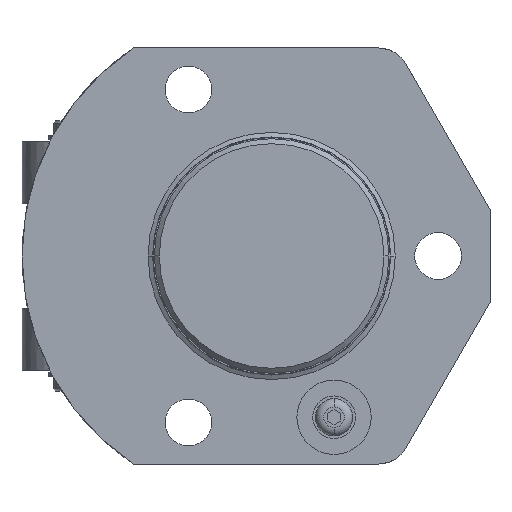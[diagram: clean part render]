
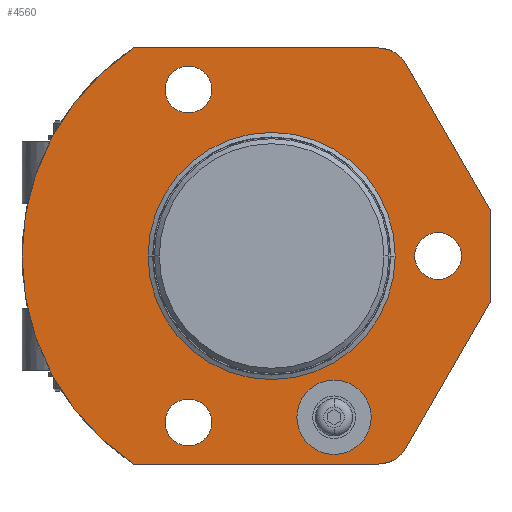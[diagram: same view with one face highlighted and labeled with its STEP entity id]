
A CAD part, front view. The second image highlights one B-rep face of the part: STEP entity #4560.
In plain terms, the highlighted planar face has unit normal (0, -1, 0).
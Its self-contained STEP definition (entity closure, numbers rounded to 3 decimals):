
#394=CARTESIAN_POINT('',(0.,0.,0.));
#395=DIRECTION('',(0.,-1.,0.));
#396=DIRECTION('',(-0.553,0.,0.833));
#397=AXIS2_PLACEMENT_3D('',#394,#395,#396);
#596=CARTESIAN_POINT('',(0.,0.,0.));
#597=DIRECTION('',(0.,1.,0.));
#598=DIRECTION('',(1.,0.,0.));
#599=AXIS2_PLACEMENT_3D('',#596,#597,#598);
#601=CARTESIAN_POINT('',(0.,0.,0.));
#602=DIRECTION('',(0.,1.,0.));
#603=DIRECTION('',(-1.,0.,0.));
#604=AXIS2_PLACEMENT_3D('',#601,#602,#603);
#606=CARTESIAN_POINT('',(25.4,0.,0.));
#607=DIRECTION('',(0.,-1.,0.));
#608=DIRECTION('',(1.,0.,0.));
#609=AXIS2_PLACEMENT_3D('',#606,#607,#608);
#611=CARTESIAN_POINT('',(25.4,0.,0.));
#612=DIRECTION('',(0.,-1.,0.));
#613=DIRECTION('',(-1.,0.,0.));
#614=AXIS2_PLACEMENT_3D('',#611,#612,#613);
#616=CARTESIAN_POINT('',(-12.7,0.,25.4));
#617=DIRECTION('',(0.,-1.,0.));
#618=DIRECTION('',(1.,0.,0.));
#619=AXIS2_PLACEMENT_3D('',#616,#617,#618);
#621=CARTESIAN_POINT('',(-12.7,0.,25.4));
#622=DIRECTION('',(0.,-1.,0.));
#623=DIRECTION('',(-1.,0.,0.));
#624=AXIS2_PLACEMENT_3D('',#621,#622,#623);
#626=CARTESIAN_POINT('',(-12.7,0.,-25.4));
#627=DIRECTION('',(0.,-1.,0.));
#628=DIRECTION('',(1.,0.,0.));
#629=AXIS2_PLACEMENT_3D('',#626,#627,#628);
#631=CARTESIAN_POINT('',(-12.7,0.,-25.4));
#632=DIRECTION('',(0.,-1.,0.));
#633=DIRECTION('',(-1.,0.,0.));
#634=AXIS2_PLACEMENT_3D('',#631,#632,#633);
#636=CARTESIAN_POINT('',(9.525,0.,-24.613));
#637=DIRECTION('',(0.,-1.,0.));
#638=DIRECTION('',(-1.,0.,0.));
#639=AXIS2_PLACEMENT_3D('',#636,#637,#638);
#641=CARTESIAN_POINT('',(9.525,0.,-24.613));
#642=DIRECTION('',(0.,-1.,0.));
#643=DIRECTION('',(1.,0.,0.));
#644=AXIS2_PLACEMENT_3D('',#641,#642,#643);
#646=DIRECTION('',(-0.5,0.,0.866));
#647=VECTOR('',#646,25.763);
#648=CARTESIAN_POINT('',(33.325,0.,7.025));
#649=LINE('',#648,#647);
#650=DIRECTION('',(0.,0.,1.));
#651=VECTOR('',#650,14.051);
#652=CARTESIAN_POINT('',(33.325,0.,-7.025));
#653=LINE('',#652,#651);
#654=DIRECTION('',(0.5,0.,0.866));
#655=VECTOR('',#654,25.763);
#656=CARTESIAN_POINT('',(20.443,0.,-29.337));
#657=LINE('',#656,#655);
#658=DIRECTION('',(1.,0.,0.));
#659=VECTOR('',#658,37.324);
#660=CARTESIAN_POINT('',(-21.061,0.,-31.75));
#661=LINE('',#660,#659);
#662=DIRECTION('',(1.,0.,0.));
#663=VECTOR('',#662,37.324);
#664=CARTESIAN_POINT('',(-21.061,0.,31.75));
#665=LINE('',#664,#663);
#1042=CARTESIAN_POINT('',(16.264,0.,-26.924));
#1043=DIRECTION('',(0.,-1.,0.));
#1044=DIRECTION('',(0.,0.,-1.));
#1045=AXIS2_PLACEMENT_3D('',#1042,#1043,#1044);
#1246=CARTESIAN_POINT('',(16.264,0.,26.924));
#1247=DIRECTION('',(0.,-1.,0.));
#1248=DIRECTION('',(0.866,0.,0.5));
#1249=AXIS2_PLACEMENT_3D('',#1246,#1247,#1248);
#3205=CARTESIAN_POINT('',(-21.061,0.,31.75));
#3206=CARTESIAN_POINT('',(-21.061,0.,-31.75));
#3207=VERTEX_POINT('',#3205);
#3208=VERTEX_POINT('',#3206);
#3209=CARTESIAN_POINT('',(33.325,0.,-7.025));
#3210=CARTESIAN_POINT('',(33.325,0.,7.025));
#3211=VERTEX_POINT('',#3209);
#3212=VERTEX_POINT('',#3210);
#3213=CARTESIAN_POINT('',(28.969,0.,0.));
#3214=CARTESIAN_POINT('',(21.831,0.,0.));
#3215=VERTEX_POINT('',#3213);
#3216=VERTEX_POINT('',#3214);
#3225=CARTESIAN_POINT('',(-9.131,0.,-25.4));
#3226=CARTESIAN_POINT('',(-16.269,0.,-25.4));
#3227=VERTEX_POINT('',#3225);
#3228=VERTEX_POINT('',#3226);
#3233=CARTESIAN_POINT('',(-9.131,0.,25.4));
#3234=CARTESIAN_POINT('',(-16.269,0.,25.4));
#3235=VERTEX_POINT('',#3233);
#3236=VERTEX_POINT('',#3234);
#3294=CARTESIAN_POINT('',(3.854,0.,-24.613));
#3295=CARTESIAN_POINT('',(15.196,0.,-24.613));
#3296=VERTEX_POINT('',#3294);
#3297=VERTEX_POINT('',#3295);
#3298=CARTESIAN_POINT('',(20.443,0.,29.337));
#3299=CARTESIAN_POINT('',(16.264,0.,31.75));
#3300=VERTEX_POINT('',#3298);
#3301=VERTEX_POINT('',#3299);
#3302=CARTESIAN_POINT('',(16.264,0.,-31.75));
#3303=CARTESIAN_POINT('',(20.443,0.,-29.337));
#3304=VERTEX_POINT('',#3302);
#3305=VERTEX_POINT('',#3303);
#3310=CARTESIAN_POINT('',(17.907,0.,0.));
#3311=CARTESIAN_POINT('',(-17.907,0.,0.));
#3312=VERTEX_POINT('',#3310);
#3313=VERTEX_POINT('',#3311);
#4510=CARTESIAN_POINT('',(0.,0.,0.));
#4511=DIRECTION('',(0.,-1.,0.));
#4512=DIRECTION('',(1.,0.,0.));
#4513=AXIS2_PLACEMENT_3D('',#4510,#4511,#4512);
#4514=PLANE('',#4513);
#4516=ORIENTED_EDGE('',*,*,#4515,.F.);
#4518=ORIENTED_EDGE('',*,*,#4517,.F.);
#4520=ORIENTED_EDGE('',*,*,#4519,.F.);
#4522=ORIENTED_EDGE('',*,*,#4521,.F.);
#4524=ORIENTED_EDGE('',*,*,#4523,.F.);
#4526=ORIENTED_EDGE('',*,*,#4525,.F.);
#4527=ORIENTED_EDGE('',*,*,#4314,.F.);
#4529=ORIENTED_EDGE('',*,*,#4528,.T.);
#4530=EDGE_LOOP('',(#4516,#4518,#4520,#4522,#4524,#4526,#4527,#4529));
#4531=FACE_OUTER_BOUND('',#4530,.F.);
#4533=ORIENTED_EDGE('',*,*,#4532,.F.);
#4535=ORIENTED_EDGE('',*,*,#4534,.F.);
#4536=EDGE_LOOP('',(#4533,#4535));
#4537=FACE_BOUND('',#4536,.F.);
#4539=ORIENTED_EDGE('',*,*,#4538,.T.);
#4541=ORIENTED_EDGE('',*,*,#4540,.T.);
#4542=EDGE_LOOP('',(#4539,#4541));
#4543=FACE_BOUND('',#4542,.F.);
#4544=ORIENTED_EDGE('',*,*,#4492,.T.);
#4545=ORIENTED_EDGE('',*,*,#4503,.T.);
#4546=EDGE_LOOP('',(#4544,#4545));
#4547=FACE_BOUND('',#4546,.F.);
#4549=ORIENTED_EDGE('',*,*,#4548,.T.);
#4551=ORIENTED_EDGE('',*,*,#4550,.T.);
#4552=EDGE_LOOP('',(#4549,#4551));
#4553=FACE_BOUND('',#4552,.F.);
#4555=ORIENTED_EDGE('',*,*,#4554,.T.);
#4557=ORIENTED_EDGE('',*,*,#4556,.T.);
#4558=EDGE_LOOP('',(#4555,#4557));
#4559=FACE_BOUND('',#4558,.F.);
#4560=ADVANCED_FACE('',(#4531,#4537,#4543,#4547,#4553,#4559),#4514,.T.);
#398=CIRCLE('',#397,38.1);
#600=CIRCLE('',#599,17.907);
#605=CIRCLE('',#604,17.907);
#610=CIRCLE('',#609,3.569);
#615=CIRCLE('',#614,3.569);
#620=CIRCLE('',#619,3.569);
#625=CIRCLE('',#624,3.569);
#630=CIRCLE('',#629,3.569);
#635=CIRCLE('',#634,3.569);
#640=CIRCLE('',#639,5.671);
#645=CIRCLE('',#644,5.671);
#1046=CIRCLE('',#1045,4.826);
#1250=CIRCLE('',#1249,4.826);
#4314=EDGE_CURVE('',#3207,#3208,#398,.T.);
#4492=EDGE_CURVE('',#3235,#3236,#620,.T.);
#4503=EDGE_CURVE('',#3236,#3235,#625,.T.);
#4515=EDGE_CURVE('',#3300,#3301,#1250,.T.);
#4517=EDGE_CURVE('',#3212,#3300,#649,.T.);
#4519=EDGE_CURVE('',#3211,#3212,#653,.T.);
#4521=EDGE_CURVE('',#3305,#3211,#657,.T.);
#4523=EDGE_CURVE('',#3304,#3305,#1046,.T.);
#4525=EDGE_CURVE('',#3208,#3304,#661,.T.);
#4528=EDGE_CURVE('',#3207,#3301,#665,.T.);
#4532=EDGE_CURVE('',#3312,#3313,#600,.T.);
#4534=EDGE_CURVE('',#3313,#3312,#605,.T.);
#4538=EDGE_CURVE('',#3215,#3216,#610,.T.);
#4540=EDGE_CURVE('',#3216,#3215,#615,.T.);
#4548=EDGE_CURVE('',#3227,#3228,#630,.T.);
#4550=EDGE_CURVE('',#3228,#3227,#635,.T.);
#4554=EDGE_CURVE('',#3296,#3297,#640,.T.);
#4556=EDGE_CURVE('',#3297,#3296,#645,.T.);
